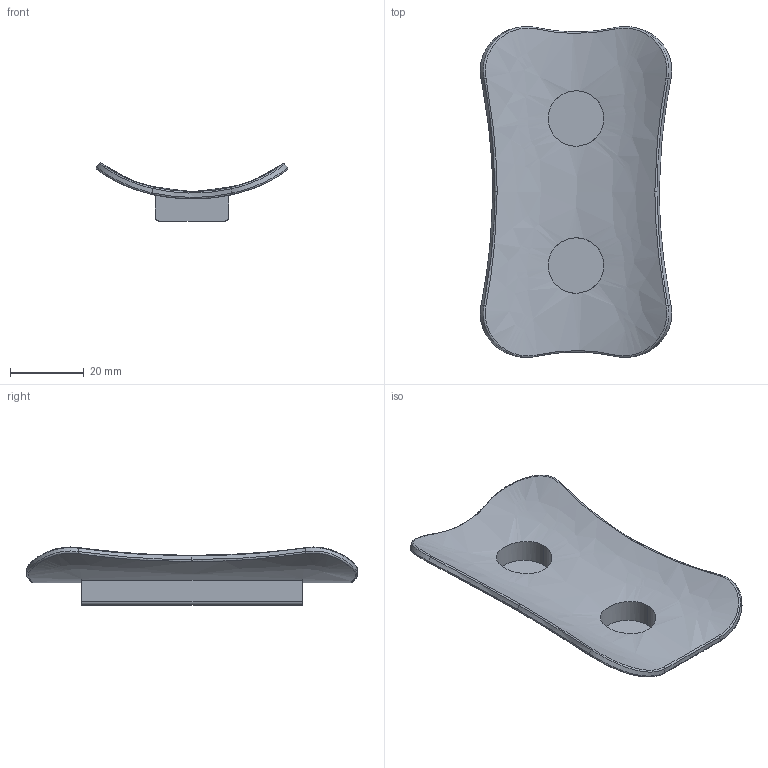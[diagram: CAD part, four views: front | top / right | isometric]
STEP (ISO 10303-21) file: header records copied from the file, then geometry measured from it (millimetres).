
FILE_DESCRIPTION (( 'STEP AP214' ), '1' );
FILE_NAME ('bottle holder san magnet.STEP', '2021-06-15T10:53:30', ( '' ), ( '' ), 'SwSTEP 2.0', 'SolidWorks 2016', '' );
FILE_SCHEMA (( 'AUTOMOTIVE_DESIGN' ));
Length unit declared in the file: millimetre
Products named in the file (1): bottle holder san magnet
Bounding box: 52.17 x 89.99 x 15.78 mm (x, y, z)
Volume: 12222.9 mm3; surface area: 12537.8 mm2
Topology: 1 solids, 6 shells, 73 faces, 160 edges, 102 vertices
Faces by surface type: bspline 37, plane 22, cylinder 14
Entity records: 5306 total; most frequent: CARTESIAN_POINT 3974, ORIENTED_EDGE 320, EDGE_CURVE 160, DIRECTION 160, VERTEX_POINT 102, B_SPLINE_CURVE_WITH_KNOTS 92, EDGE_LOOP 76, FACE_OUTER_BOUND 73
